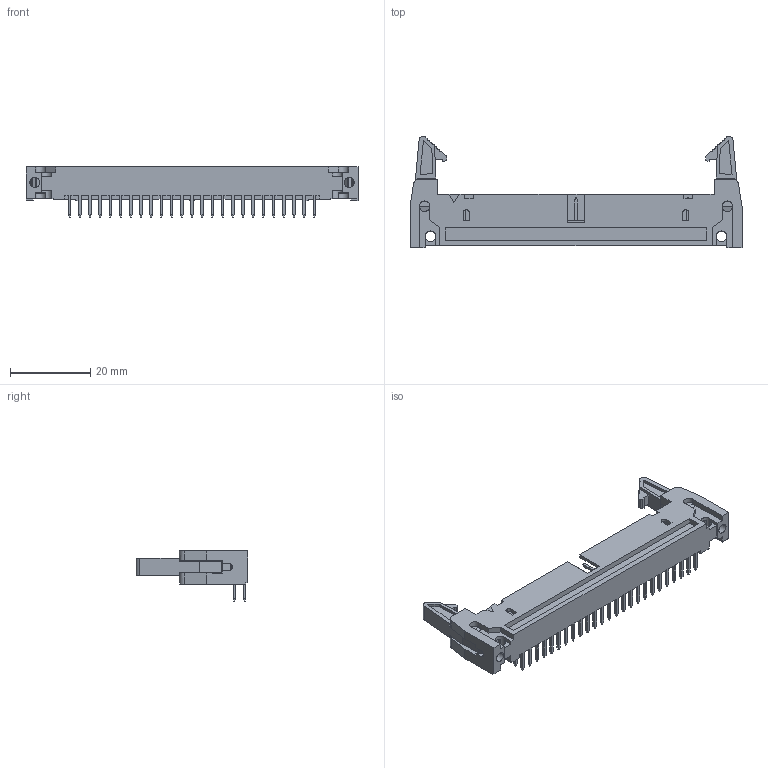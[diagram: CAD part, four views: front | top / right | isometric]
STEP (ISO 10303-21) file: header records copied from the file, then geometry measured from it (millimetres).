
FILE_DESCRIPTION(('CoCreate Modeling STEP Export'),'2;1');
FILE_NAME('WB2545H-50XXW.stp','2021-10-13T10:08:34',(''),(''),'CoCreate Modeling STEP processor for AP214 (Solid Model)','CoCreate Modeling 16.00 13-May-2008 (C) Parametric Technology GmbH','');
FILE_SCHEMA(('AUTOMOTIVE_DESIGN { 1 0 10303 214 1 1 1 1 }'));
Length unit declared in the file: millimetre
Products named in the file (3): WB2545H-50XXW; WB2545H-50
Assembly tree (2 placements, depth 2):
  WB2545H-50XXW
    WB2545H-50
    WB2545H-50XXW
Bounding box: 82.7 x 27.75 x 12.55 mm (x, y, z)
Volume: 5561.4 mm3; surface area: 7869.8 mm2
Topology: 1 solids, 1 shells, 1222 faces, 3102 edges, 1946 vertices
Faces by surface type: plane 1117, cylinder 105
Entity records: 34664 total; most frequent: ORIENTED_EDGE 6104, CARTESIAN_POINT 6029, DIRECTION 5425, EDGE_CURVE 3052, VECTOR 2741, LINE 2741, VERTEX_POINT 1896, AXIS2_PLACEMENT_3D 1342
